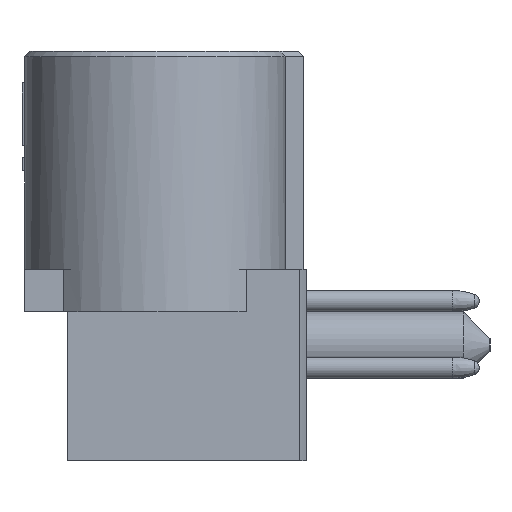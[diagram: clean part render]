
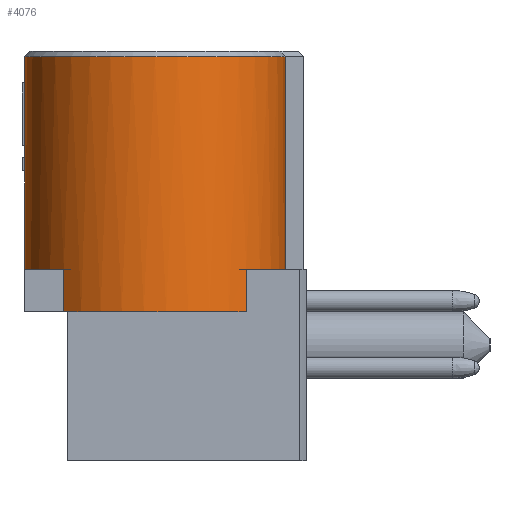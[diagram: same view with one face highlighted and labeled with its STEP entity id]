
A CAD part, left-side view. The second image highlights one B-rep face of the part: STEP entity #4076.
In plain terms, the highlighted cylindrical face has radius 2.45 mm (diameter 4.9 mm), a partial arc.
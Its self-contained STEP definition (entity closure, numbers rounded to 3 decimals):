
#349=DIRECTION('',(0.,0.,1.));
#350=VECTOR('',#349,4.);
#351=CARTESIAN_POINT('',(-11.825,-2.45,-4.1));
#352=LINE('',#351,#350);
#573=CARTESIAN_POINT('',(-11.825,0.,-0.1));
#574=DIRECTION('',(0.,0.,1.));
#575=DIRECTION('',(0.,1.,0.));
#576=AXIS2_PLACEMENT_3D('',#573,#574,#575);
#581=CARTESIAN_POINT('',(-11.825,0.,-4.1));
#582=DIRECTION('',(0.,0.,1.));
#583=DIRECTION('',(-0.714,-0.7,0.));
#584=AXIS2_PLACEMENT_3D('',#581,#582,#583);
#589=DIRECTION('',(0.,0.,1.));
#590=VECTOR('',#589,0.8);
#591=CARTESIAN_POINT('',(-13.575,-1.715,-4.9));
#592=LINE('',#591,#590);
#596=DIRECTION('',(0.,0.,1.));
#597=VECTOR('',#596,0.8);
#598=CARTESIAN_POINT('',(-13.575,1.715,-4.9));
#599=LINE('',#598,#597);
#603=CARTESIAN_POINT('',(-11.825,0.,-4.1));
#604=DIRECTION('',(0.,0.,1.));
#605=DIRECTION('',(0.,1.,0.));
#606=AXIS2_PLACEMENT_3D('',#603,#604,#605);
#611=DIRECTION('',(0.,0.,1.));
#612=VECTOR('',#611,4.);
#613=CARTESIAN_POINT('',(-11.825,2.45,-4.1));
#614=LINE('',#613,#612);
#632=CARTESIAN_POINT('',(-11.825,0.,-4.9));
#633=DIRECTION('',(0.,0.,-1.));
#634=DIRECTION('',(-0.714,-0.7,0.));
#635=AXIS2_PLACEMENT_3D('',#632,#633,#634);
#3254=CARTESIAN_POINT('',(-11.825,2.45,-0.1));
#3255=CARTESIAN_POINT('',(-11.825,-2.45,-0.1));
#3256=VERTEX_POINT('',#3254);
#3257=VERTEX_POINT('',#3255);
#3354=CARTESIAN_POINT('',(-13.575,-1.715,-4.9));
#3355=CARTESIAN_POINT('',(-13.575,1.715,-4.9));
#3356=VERTEX_POINT('',#3354);
#3357=VERTEX_POINT('',#3355);
#3370=CARTESIAN_POINT('',(-13.575,1.715,-4.1));
#3371=VERTEX_POINT('',#3370);
#3372=CARTESIAN_POINT('',(-13.575,-1.715,-4.1));
#3373=VERTEX_POINT('',#3372);
#3374=CARTESIAN_POINT('',(-11.825,2.45,-4.1));
#3375=VERTEX_POINT('',#3374);
#3376=CARTESIAN_POINT('',(-11.825,-2.45,-4.1));
#3377=VERTEX_POINT('',#3376);
#4055=CARTESIAN_POINT('',(-11.825,0.,0.));
#4056=DIRECTION('',(0.,0.,1.));
#4057=DIRECTION('',(1.,0.,0.));
#4058=AXIS2_PLACEMENT_3D('',#4055,#4056,#4057);
#4059=CYLINDRICAL_SURFACE('',#4058,2.45);
#4060=ORIENTED_EDGE('',*,*,#4048,.T.);
#4061=ORIENTED_EDGE('',*,*,#3935,.F.);
#4063=ORIENTED_EDGE('',*,*,#4062,.F.);
#4065=ORIENTED_EDGE('',*,*,#4064,.F.);
#4067=ORIENTED_EDGE('',*,*,#4066,.T.);
#4069=ORIENTED_EDGE('',*,*,#4068,.T.);
#4071=ORIENTED_EDGE('',*,*,#4070,.F.);
#4073=ORIENTED_EDGE('',*,*,#4072,.T.);
#4074=EDGE_LOOP('',(#4060,#4061,#4063,#4065,#4067,#4069,#4071,#4073));
#4075=FACE_OUTER_BOUND('',#4074,.F.);
#4076=ADVANCED_FACE('',(#4075),#4059,.T.);
#577=CIRCLE('',#576,2.45);
#585=CIRCLE('',#584,2.45);
#607=CIRCLE('',#606,2.45);
#636=CIRCLE('',#635,2.45);
#3935=EDGE_CURVE('',#3377,#3257,#352,.T.);
#4048=EDGE_CURVE('',#3256,#3257,#577,.T.);
#4062=EDGE_CURVE('',#3373,#3377,#585,.T.);
#4064=EDGE_CURVE('',#3356,#3373,#592,.T.);
#4066=EDGE_CURVE('',#3356,#3357,#636,.T.);
#4068=EDGE_CURVE('',#3357,#3371,#599,.T.);
#4070=EDGE_CURVE('',#3375,#3371,#607,.T.);
#4072=EDGE_CURVE('',#3375,#3256,#614,.T.);
